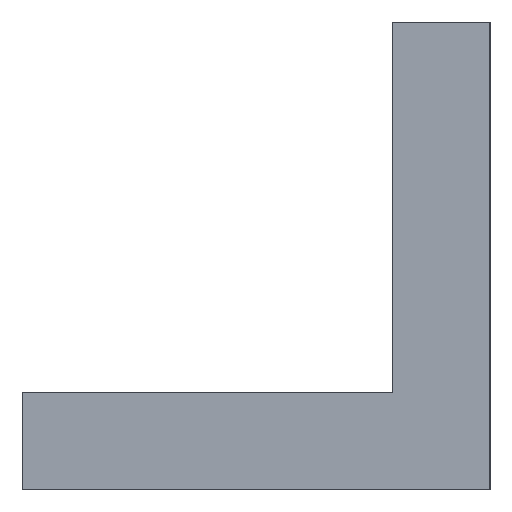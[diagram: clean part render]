
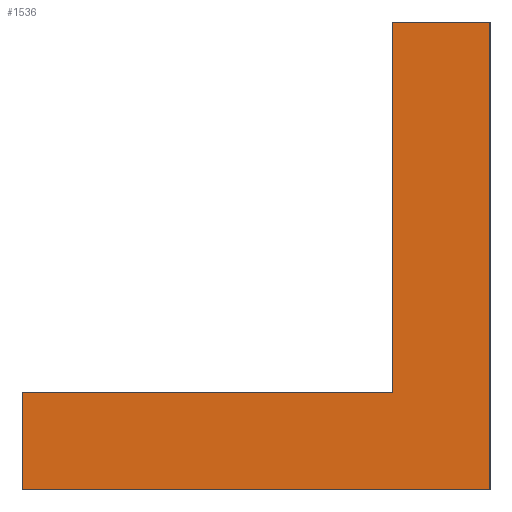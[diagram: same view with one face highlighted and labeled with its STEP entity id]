
A CAD part, left-side view. The second image highlights one B-rep face of the part: STEP entity #1536.
In plain terms, the highlighted planar face has unit normal (-1, 0, 0).
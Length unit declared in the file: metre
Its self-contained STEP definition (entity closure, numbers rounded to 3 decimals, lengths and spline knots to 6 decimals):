
#1536 = ADVANCED_FACE( '', ( #4215 ), #4216, .F. );
#4215 = FACE_OUTER_BOUND( '', #8318, .T. );
#4216 = PLANE( '', #8319 );
#8318 = EDGE_LOOP( '', ( #13232, #13233, #13234, #13235, #13236, #13237 ) );
#8319 = AXIS2_PLACEMENT_3D( '', #13238, #13239, #13240 );
#13232 = ORIENTED_EDGE( '', *, *, #18016, .T. );
#13233 = ORIENTED_EDGE( '', *, *, #17870, .T. );
#13234 = ORIENTED_EDGE( '', *, *, #18017, .F. );
#13235 = ORIENTED_EDGE( '', *, *, #17746, .F. );
#13236 = ORIENTED_EDGE( '', *, *, #18018, .T. );
#13237 = ORIENTED_EDGE( '', *, *, #18019, .T. );
#13238 = CARTESIAN_POINT( '', ( 0., 0.006, 0.006 ) );
#13239 = DIRECTION( '', ( 1., 0., 0. ) );
#13240 = DIRECTION( '', ( 0., 1., 0. ) );
#17746 = EDGE_CURVE( '', #20852, #20853, #20854, .T. );
#17870 = EDGE_CURVE( '', #21065, #21066, #21067, .T. );
#18016 = EDGE_CURVE( '', #21291, #21065, #21292, .T. );
#18017 = EDGE_CURVE( '', #20853, #21066, #21293, .T. );
#18018 = EDGE_CURVE( '', #20852, #21294, #21295, .T. );
#18019 = EDGE_CURVE( '', #21294, #21291, #21296, .T. );
#20852 = VERTEX_POINT( '', #24761 );
#20853 = VERTEX_POINT( '', #24762 );
#20854 = LINE( '', #24763, #24764 );
#21065 = VERTEX_POINT( '', #25002 );
#21066 = VERTEX_POINT( '', #25003 );
#21067 = LINE( '', #25004, #25005 );
#21291 = VERTEX_POINT( '', #25256 );
#21292 = LINE( '', #25257, #25258 );
#21293 = LINE( '', #25259, #25260 );
#21294 = VERTEX_POINT( '', #25261 );
#21295 = LINE( '', #25262, #25263 );
#21296 = LINE( '', #25264, #25265 );
#24761 = CARTESIAN_POINT( '', ( 0., 0., 0. ) );
#24762 = CARTESIAN_POINT( '', ( 0., 0.012, 0. ) );
#24763 = CARTESIAN_POINT( '', ( 0., 0.005695, 0. ) );
#24764 = VECTOR( '', #28861, 1. );
#25002 = CARTESIAN_POINT( '', ( 0., 0.0025, 0.0025 ) );
#25003 = CARTESIAN_POINT( '', ( 0., 0.012, 0.0025 ) );
#25004 = CARTESIAN_POINT( '', ( 0., 0.00725, 0.0025 ) );
#25005 = VECTOR( '', #29087, 1. );
#25256 = CARTESIAN_POINT( '', ( 0., 0.0025, 0.012 ) );
#25257 = CARTESIAN_POINT( '', ( 0., 0.0025, 0.007134 ) );
#25258 = VECTOR( '', #29316, 1. );
#25259 = CARTESIAN_POINT( '', ( 0., 0.012, 0.00069 ) );
#25260 = VECTOR( '', #29317, 1. );
#25261 = CARTESIAN_POINT( '', ( 0., 0., 0.012 ) );
#25262 = CARTESIAN_POINT( '', ( 0., 0., 0.006 ) );
#25263 = VECTOR( '', #29318, 1. );
#25264 = CARTESIAN_POINT( '', ( 0., 0.005695, 0.012 ) );
#25265 = VECTOR( '', #29319, 1. );
#28861 = DIRECTION( '', ( 0., 1., 0. ) );
#29087 = DIRECTION( '', ( 0., 1., 0. ) );
#29316 = DIRECTION( '', ( 0., 0., -1. ) );
#29317 = DIRECTION( '', ( 0., 0., 1. ) );
#29318 = DIRECTION( '', ( 0., 0., 1. ) );
#29319 = DIRECTION( '', ( 0., 1., 0. ) );
